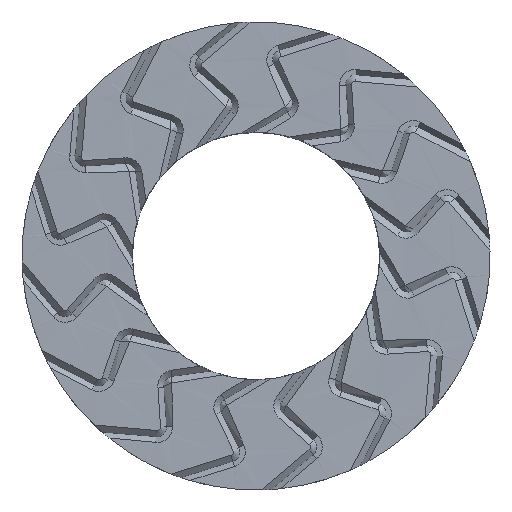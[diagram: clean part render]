
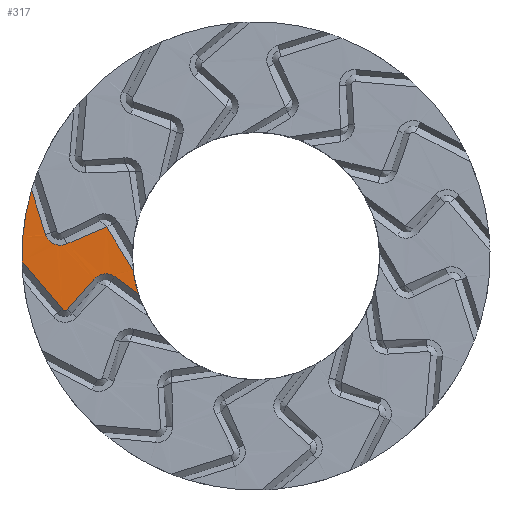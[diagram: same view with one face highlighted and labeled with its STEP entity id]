
A CAD part, top view. The second image highlights one B-rep face of the part: STEP entity #317.
In plain terms, the highlighted planar face has unit normal (0, 0, 1).
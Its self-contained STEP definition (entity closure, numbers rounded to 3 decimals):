
#317 = ADVANCED_FACE( '', ( #757 ), #758, .T. );
#757 = FACE_OUTER_BOUND( '', #1708, .T. );
#758 = PLANE( '', #1709 );
#1708 = EDGE_LOOP( '', ( #3184, #3185, #3186, #3187, #3188, #3189, #3190, #3191, #3192, #3193, #3194, #3195, #3196, #3197 ) );
#1709 = AXIS2_PLACEMENT_3D( '', #3198, #3199, #3200 );
#3184 = ORIENTED_EDGE( '', *, *, #4569, .F. );
#3185 = ORIENTED_EDGE( '', *, *, #4596, .T. );
#3186 = ORIENTED_EDGE( '', *, *, #4597, .F. );
#3187 = ORIENTED_EDGE( '', *, *, #4598, .F. );
#3188 = ORIENTED_EDGE( '', *, *, #4599, .F. );
#3189 = ORIENTED_EDGE( '', *, *, #4600, .F. );
#3190 = ORIENTED_EDGE( '', *, *, #4601, .T. );
#3191 = ORIENTED_EDGE( '', *, *, #4602, .T. );
#3192 = ORIENTED_EDGE( '', *, *, #4603, .F. );
#3193 = ORIENTED_EDGE( '', *, *, #4604, .T. );
#3194 = ORIENTED_EDGE( '', *, *, #4551, .T. );
#3195 = ORIENTED_EDGE( '', *, *, #4550, .F. );
#3196 = ORIENTED_EDGE( '', *, *, #4549, .F. );
#3197 = ORIENTED_EDGE( '', *, *, #4605, .F. );
#3198 = CARTESIAN_POINT( '', ( 0., 0., 0. ) );
#3199 = DIRECTION( '', ( 0., 0., 1. ) );
#3200 = DIRECTION( '', ( 1., 0., 0. ) );
#4549 = EDGE_CURVE( '', #5421, #5423, #5424, .F. );
#4550 = EDGE_CURVE( '', #5423, #5425, #5426, .F. );
#4551 = EDGE_CURVE( '', #5419, #5425, #5427, .T. );
#4569 = EDGE_CURVE( '', #5455, #5457, #5458, .F. );
#4596 = EDGE_CURVE( '', #5455, #5503, #5504, .F. );
#4597 = EDGE_CURVE( '', #5505, #5503, #5506, .F. );
#4598 = EDGE_CURVE( '', #5507, #5505, #5508, .F. );
#4599 = EDGE_CURVE( '', #5509, #5507, #5510, .F. );
#4600 = EDGE_CURVE( '', #5511, #5509, #5512, .F. );
#4601 = EDGE_CURVE( '', #5511, #5513, #5514, .F. );
#4602 = EDGE_CURVE( '', #5513, #5515, #5516, .F. );
#4603 = EDGE_CURVE( '', #5216, #5515, #5517, .T. );
#4604 = EDGE_CURVE( '', #5216, #5419, #5518, .T. );
#4605 = EDGE_CURVE( '', #5457, #5421, #5519, .T. );
#5216 = VERTEX_POINT( '', #6446 );
#5419 = VERTEX_POINT( '', #6796 );
#5421 = VERTEX_POINT( '', #6799 );
#5423 = VERTEX_POINT( '', #6803 );
#5424 = B_SPLINE_CURVE_WITH_KNOTS( '', 3, ( #6804, #6805, #6806, #6807 ), .UNSPECIFIED., .F., .F., ( 4, 4 ), ( 0.304, 1. ), .UNSPECIFIED. );
#5425 = VERTEX_POINT( '', #6808 );
#5426 = B_SPLINE_CURVE_WITH_KNOTS( '', 3, ( #6809, #6810, #6811, #6812 ), .UNSPECIFIED., .F., .F., ( 4, 4 ), ( 0.162, 0.304 ), .UNSPECIFIED. );
#5427 = B_SPLINE_CURVE_WITH_KNOTS( '', 1, ( #6813, #6814 ), .UNSPECIFIED., .F., .F., ( 2, 2 ), ( 0., 1. ), .UNSPECIFIED. );
#5455 = VERTEX_POINT( '', #6842 );
#5457 = VERTEX_POINT( '', #6844 );
#5458 = CIRCLE( '', #6845, 6. );
#5503 = VERTEX_POINT( '', #6893 );
#5504 = LINE( '', #6894, #6895 );
#5505 = VERTEX_POINT( '', #6896 );
#5506 = B_SPLINE_CURVE_WITH_KNOTS( '', 3, ( #6897, #6898, #6899, #6900 ), .UNSPECIFIED., .F., .F., ( 4, 4 ), ( 0., 1. ), .UNSPECIFIED. );
#5507 = VERTEX_POINT( '', #6901 );
#5508 = LINE( '', #6902, #6903 );
#5509 = VERTEX_POINT( '', #6904 );
#5510 = B_SPLINE_CURVE_WITH_KNOTS( '', 3, ( #6905, #6906, #6907, #6908 ), .UNSPECIFIED., .F., .F., ( 4, 4 ), ( 0., 0.293 ), .UNSPECIFIED. );
#5511 = VERTEX_POINT( '', #6909 );
#5512 = B_SPLINE_CURVE_WITH_KNOTS( '', 3, ( #6910, #6911, #6912, #6913 ), .UNSPECIFIED., .F., .F., ( 4, 4 ), ( 0.293, 1. ), .UNSPECIFIED. );
#5513 = VERTEX_POINT( '', #6914 );
#5514 = LINE( '', #6915, #6916 );
#5515 = VERTEX_POINT( '', #6917 );
#5516 = CIRCLE( '', #6918, 3.17 );
#5517 = LINE( '', #6919, #6920 );
#5518 = B_SPLINE_CURVE_WITH_KNOTS( '', 1, ( #6921, #6922 ), .UNSPECIFIED., .F., .F., ( 2, 2 ), ( 0., 1. ), .UNSPECIFIED. );
#5519 = LINE( '', #6923, #6924 );
#6446 = CARTESIAN_POINT( '', ( -3.833, 0.748, 0. ) );
#6796 = CARTESIAN_POINT( '', ( -4.848, 0.312, -0.002 ) );
#6799 = CARTESIAN_POINT( '', ( -5.4, 0.555, 0.005 ) );
#6803 = CARTESIAN_POINT( '', ( -5.055, 0.276, 0.001 ) );
#6804 = CARTESIAN_POINT( '', ( -5.055, 0.275, 0.001 ) );
#6805 = CARTESIAN_POINT( '', ( -5.21, 0.291, 0.005 ) );
#6806 = CARTESIAN_POINT( '', ( -5.357, 0.398, 0.009 ) );
#6807 = CARTESIAN_POINT( '', ( -5.401, 0.553, 0.01 ) );
#6808 = CARTESIAN_POINT( '', ( -4.96, 0.278, -0.001 ) );
#6809 = CARTESIAN_POINT( '', ( -4.96, 0.277, -0.001 ) );
#6810 = CARTESIAN_POINT( '', ( -4.992, 0.273, 0. ) );
#6811 = CARTESIAN_POINT( '', ( -5.024, 0.272, 0. ) );
#6812 = CARTESIAN_POINT( '', ( -5.055, 0.275, 0.001 ) );
#6813 = CARTESIAN_POINT( '', ( -4.841, 0.316, 0. ) );
#6814 = CARTESIAN_POINT( '', ( -4.968, 0.277, 0. ) );
#6842 = CARTESIAN_POINT( '', ( -5.999, -0.128, 0. ) );
#6844 = CARTESIAN_POINT( '', ( -5.755, 1.696, 0. ) );
#6845 = AXIS2_PLACEMENT_3D( '', #7896, #7897, #7898 );
#6893 = CARTESIAN_POINT( '', ( -4.969, -1.358, -0.005 ) );
#6894 = CARTESIAN_POINT( '', ( -5.613, -0.586, 0. ) );
#6895 = VECTOR( '', #7964, 1000. );
#6896 = CARTESIAN_POINT( '', ( -4.843, -1.38, 0. ) );
#6897 = CARTESIAN_POINT( '', ( -4.973, -1.363, -0.01 ) );
#6898 = CARTESIAN_POINT( '', ( -4.936, -1.409, -0.008 ) );
#6899 = CARTESIAN_POINT( '', ( -4.861, -1.41, -0.001 ) );
#6900 = CARTESIAN_POINT( '', ( -4.823, -1.367, 0.005 ) );
#6901 = CARTESIAN_POINT( '', ( -4.156, -0.6, 0.003 ) );
#6902 = CARTESIAN_POINT( '', ( -2.071, 1.797, 0. ) );
#6903 = VECTOR( '', #7965, 1000. );
#6904 = CARTESIAN_POINT( '', ( -4.015, -0.493, 0.001 ) );
#6905 = CARTESIAN_POINT( '', ( -4.154, -0.596, 0.005 ) );
#6906 = CARTESIAN_POINT( '', ( -4.116, -0.551, 0.004 ) );
#6907 = CARTESIAN_POINT( '', ( -4.068, -0.516, 0.002 ) );
#6908 = CARTESIAN_POINT( '', ( -4.015, -0.493, 0.001 ) );
#6909 = CARTESIAN_POINT( '', ( -3.611, -0.533, -0.004 ) );
#6910 = CARTESIAN_POINT( '', ( -4.015, -0.493, 0.001 ) );
#6911 = CARTESIAN_POINT( '', ( -3.888, -0.437, -0.003 ) );
#6912 = CARTESIAN_POINT( '', ( -3.73, -0.448, -0.007 ) );
#6913 = CARTESIAN_POINT( '', ( -3.617, -0.535, -0.009 ) );
#6914 = CARTESIAN_POINT( '', ( -3.015, -0.978, 0. ) );
#6915 = CARTESIAN_POINT( '', ( -3.604, -0.532, 0. ) );
#6916 = VECTOR( '', #7966, 1000. );
#6917 = CARTESIAN_POINT( '', ( -3.149, -0.367, 0. ) );
#6918 = AXIS2_PLACEMENT_3D( '', #7967, #7968, #7969 );
#6919 = CARTESIAN_POINT( '', ( -2.506, -1.466, 0. ) );
#6920 = VECTOR( '', #7970, 1000. );
#6921 = CARTESIAN_POINT( '', ( -3.931, 0.771, 0. ) );
#6922 = CARTESIAN_POINT( '', ( -4.841, 0.316, 0. ) );
#6923 = CARTESIAN_POINT( '', ( -4.738, -1.505, 0. ) );
#6924 = VECTOR( '', #7971, 1000. );
#7896 = CARTESIAN_POINT( '', ( 0., 0., 0. ) );
#7897 = DIRECTION( '', ( 0., 0., 1. ) );
#7898 = DIRECTION( '', ( 1., 0., 0. ) );
#7964 = DIRECTION( '', ( -0.644, 0.765, 0. ) );
#7965 = DIRECTION( '', ( 0.655, 0.755, 0. ) );
#7966 = DIRECTION( '', ( -0.797, 0.604, 0. ) );
#7967 = CARTESIAN_POINT( '', ( 0., 0., 0. ) );
#7968 = DIRECTION( '', ( 0., 0., 1. ) );
#7969 = DIRECTION( '', ( 1., 0., 0. ) );
#7970 = DIRECTION( '', ( 0.505, -0.863, 0. ) );
#7971 = DIRECTION( '', ( 0.303, -0.953, 0. ) );
